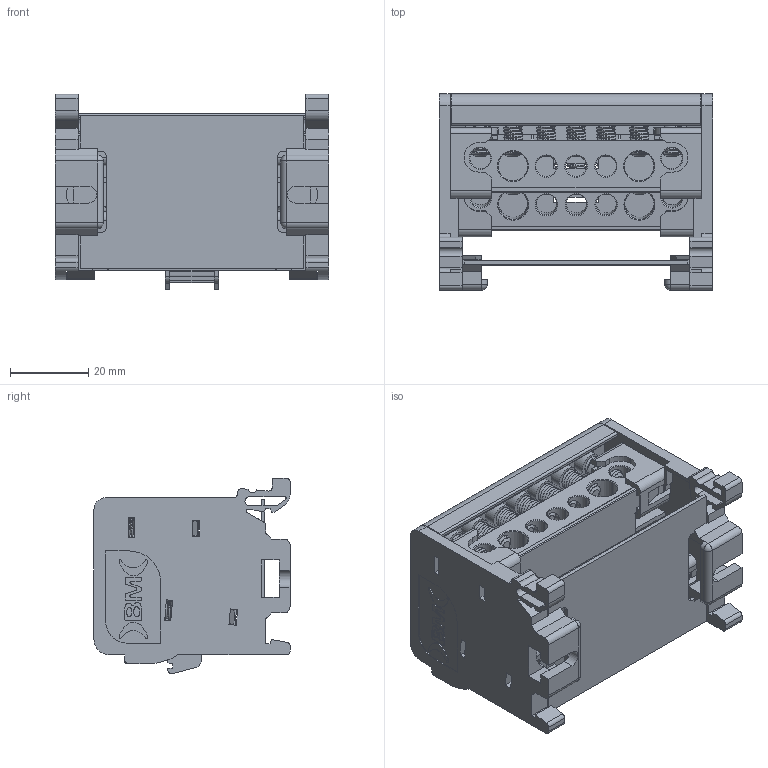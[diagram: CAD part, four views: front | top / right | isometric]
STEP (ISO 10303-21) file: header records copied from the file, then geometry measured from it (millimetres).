
FILE_DESCRIPTION (( 'STEP AP203' ), '1' );
FILE_NAME ('QM210007C.STEP', '2024-04-17T09:40:14', ( '' ), ( '' ), 'SwSTEP 2.0', 'SolidWorks 2022', '' );
FILE_SCHEMA (( 'CONFIG_CONTROL_DESIGN' ));
Length unit declared in the file: millimetre
Products named in the file (10): SAVTCR510G; SG9906DX_senza logo; SC210007_SC9904; SP9904_SP9904; SG9906_7CON-chiuso; SABAR10007; SS9907_apertura foro; QM210007C; SABUS9907; SG9906SX_con logo grande
Assembly tree (17 placements, depth 3):
  QM210007C
    SG9906_7CON-chiuso
      SG9906SX_con logo grande
      SG9906DX_senza logo
    SS9907_apertura foro  x2
    SABAR10007  x2
      SABUS9907
      SAVTCR510G
    SP9904_SP9904
    SC210007_SC9904
Bounding box: 69.7 x 50 x 49.82 mm (x, y, z)
Volume: 37993.7 mm3; surface area: 49490.9 mm2
Topology: 22 solids, 22 shells, 1850 faces, 5132 edges, 3320 vertices
Faces by surface type: plane 877, cylinder 678, bspline 179, cone 112, sphere 4
Entity records: 33417 total; most frequent: CARTESIAN_POINT 8512, ORIENTED_EDGE 5198, DIRECTION 4579, EDGE_CURVE 2599, LINE 1877, VECTOR 1877, VERTEX_POINT 1686, AXIS2_PLACEMENT_3D 1351
